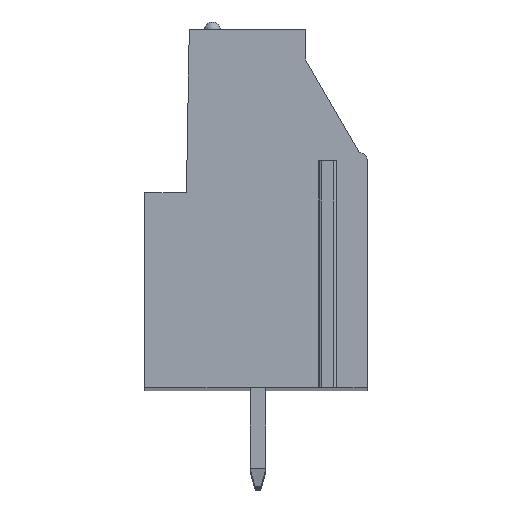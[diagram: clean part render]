
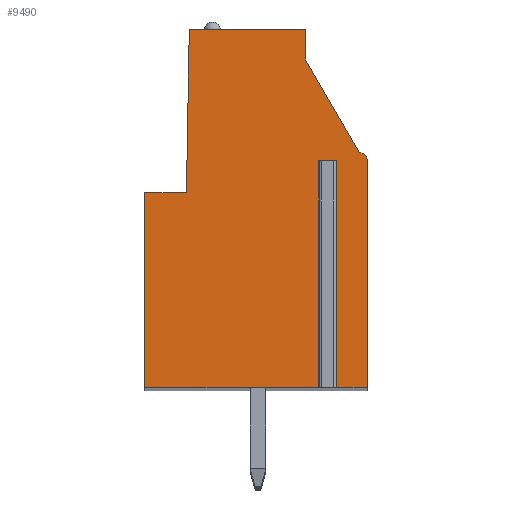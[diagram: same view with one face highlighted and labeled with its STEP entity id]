
A CAD part, top view. The second image highlights one B-rep face of the part: STEP entity #9490.
In plain terms, the highlighted planar face has unit normal (0, 0, 1).
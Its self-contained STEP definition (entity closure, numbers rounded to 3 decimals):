
#1088=DIRECTION('',(1.,0.,0.));
#1089=VECTOR('',#1088,0.5);
#1090=CARTESIAN_POINT('',(3.347,2.4,2.54));
#1091=LINE('',#1090,#1089);
#1092=DIRECTION('',(0.,1.,0.));
#1093=VECTOR('',#1092,11.4);
#1094=CARTESIAN_POINT('',(3.347,-9.,2.54));
#1095=LINE('',#1094,#1093);
#1096=DIRECTION('',(1.,0.,0.));
#1097=VECTOR('',#1096,8.95);
#1098=CARTESIAN_POINT('',(-5.603,-9.,2.54));
#1099=LINE('',#1098,#1097);
#1100=DIRECTION('',(0.,-1.,0.));
#1101=VECTOR('',#1100,9.8);
#1102=CARTESIAN_POINT('',(-5.603,0.8,2.54));
#1103=LINE('',#1102,#1101);
#1104=DIRECTION('',(-1.,0.,0.));
#1105=VECTOR('',#1104,2.1);
#1106=CARTESIAN_POINT('',(-3.503,0.8,2.54));
#1107=LINE('',#1106,#1105);
#1108=DIRECTION('',(-0.017,-1.,0.));
#1109=VECTOR('',#1108,8.201);
#1110=CARTESIAN_POINT('',(-3.36,9.,2.54));
#1111=LINE('',#1110,#1109);
#1112=DIRECTION('',(-1.,0.,0.));
#1113=VECTOR('',#1112,5.86);
#1114=CARTESIAN_POINT('',(2.5,9.,2.54));
#1115=LINE('',#1114,#1113);
#1116=DIRECTION('',(0.,1.,0.));
#1117=VECTOR('',#1116,1.523);
#1118=CARTESIAN_POINT('',(2.5,7.477,2.54));
#1119=LINE('',#1118,#1117);
#1120=DIRECTION('',(-0.5,0.866,0.));
#1121=VECTOR('',#1120,5.394);
#1122=CARTESIAN_POINT('',(5.197,2.805,2.54));
#1123=LINE('',#1122,#1121);
#1124=CARTESIAN_POINT('',(5.197,2.405,2.54));
#1125=DIRECTION('',(0.,0.,1.));
#1126=DIRECTION('',(1.,0.,0.));
#1127=AXIS2_PLACEMENT_3D('',#1124,#1125,#1126);
#1129=DIRECTION('',(0.,1.,0.));
#1130=VECTOR('',#1129,11.405);
#1131=CARTESIAN_POINT('',(5.597,-9.,2.54));
#1132=LINE('',#1131,#1130);
#1133=DIRECTION('',(1.,0.,0.));
#1134=VECTOR('',#1133,1.75);
#1135=CARTESIAN_POINT('',(3.847,-9.,2.54));
#1136=LINE('',#1135,#1134);
#1137=DIRECTION('',(0.,1.,0.));
#1138=VECTOR('',#1137,11.4);
#1139=CARTESIAN_POINT('',(3.847,-9.,2.54));
#1140=LINE('',#1139,#1138);
#6849=CARTESIAN_POINT('',(5.597,-9.,2.54));
#6850=CARTESIAN_POINT('',(5.597,2.405,2.54));
#6851=VERTEX_POINT('',#6849);
#6852=VERTEX_POINT('',#6850);
#6853=CARTESIAN_POINT('',(5.197,2.805,2.54));
#6854=VERTEX_POINT('',#6853);
#6855=CARTESIAN_POINT('',(2.5,7.477,2.54));
#6856=VERTEX_POINT('',#6855);
#6857=CARTESIAN_POINT('',(2.5,9.,2.54));
#6858=VERTEX_POINT('',#6857);
#6859=CARTESIAN_POINT('',(-3.36,9.,2.54));
#6860=VERTEX_POINT('',#6859);
#6861=CARTESIAN_POINT('',(-3.503,0.8,2.54));
#6862=VERTEX_POINT('',#6861);
#6863=CARTESIAN_POINT('',(-5.603,0.8,2.54));
#6864=VERTEX_POINT('',#6863);
#6865=CARTESIAN_POINT('',(-5.603,-9.,2.54));
#6866=VERTEX_POINT('',#6865);
#6903=CARTESIAN_POINT('',(3.347,2.4,2.54));
#6904=CARTESIAN_POINT('',(3.847,2.4,2.54));
#6905=VERTEX_POINT('',#6903);
#6906=VERTEX_POINT('',#6904);
#6907=CARTESIAN_POINT('',(3.347,-9.,2.54));
#6908=VERTEX_POINT('',#6907);
#6909=CARTESIAN_POINT('',(3.847,-9.,2.54));
#6910=VERTEX_POINT('',#6909);
#9467=CARTESIAN_POINT('',(0.,0.,2.54));
#9468=DIRECTION('',(0.,0.,1.));
#9469=DIRECTION('',(1.,0.,0.));
#9470=AXIS2_PLACEMENT_3D('',#9467,#9468,#9469);
#9471=PLANE('',#9470);
#9473=ORIENTED_EDGE('',*,*,#9472,.F.);
#9475=ORIENTED_EDGE('',*,*,#9474,.F.);
#9476=ORIENTED_EDGE('',*,*,#8709,.F.);
#9477=ORIENTED_EDGE('',*,*,#9004,.F.);
#9478=ORIENTED_EDGE('',*,*,#9018,.F.);
#9479=ORIENTED_EDGE('',*,*,#9032,.F.);
#9480=ORIENTED_EDGE('',*,*,#9046,.F.);
#9481=ORIENTED_EDGE('',*,*,#9240,.F.);
#9482=ORIENTED_EDGE('',*,*,#9254,.F.);
#9483=ORIENTED_EDGE('',*,*,#9268,.F.);
#9484=ORIENTED_EDGE('',*,*,#9281,.F.);
#9485=ORIENTED_EDGE('',*,*,#8721,.F.);
#9487=ORIENTED_EDGE('',*,*,#9486,.T.);
#9488=EDGE_LOOP('',(#9473,#9475,#9476,#9477,#9478,#9479,#9480,#9481,#9482,#9483,
#9484,#9485,#9487));
#9489=FACE_OUTER_BOUND('',#9488,.F.);
#1128=CIRCLE('',#1127,0.4);
#8709=EDGE_CURVE('',#6866,#6908,#1099,.T.);
#8721=EDGE_CURVE('',#6910,#6851,#1136,.T.);
#9004=EDGE_CURVE('',#6864,#6866,#1103,.T.);
#9018=EDGE_CURVE('',#6862,#6864,#1107,.T.);
#9032=EDGE_CURVE('',#6860,#6862,#1111,.T.);
#9046=EDGE_CURVE('',#6858,#6860,#1115,.T.);
#9240=EDGE_CURVE('',#6856,#6858,#1119,.T.);
#9254=EDGE_CURVE('',#6854,#6856,#1123,.T.);
#9268=EDGE_CURVE('',#6852,#6854,#1128,.T.);
#9281=EDGE_CURVE('',#6851,#6852,#1132,.T.);
#9472=EDGE_CURVE('',#6905,#6906,#1091,.T.);
#9474=EDGE_CURVE('',#6908,#6905,#1095,.T.);
#9486=EDGE_CURVE('',#6910,#6906,#1140,.T.);
#9490=ADVANCED_FACE('',(#9489),#9471,.T.);
